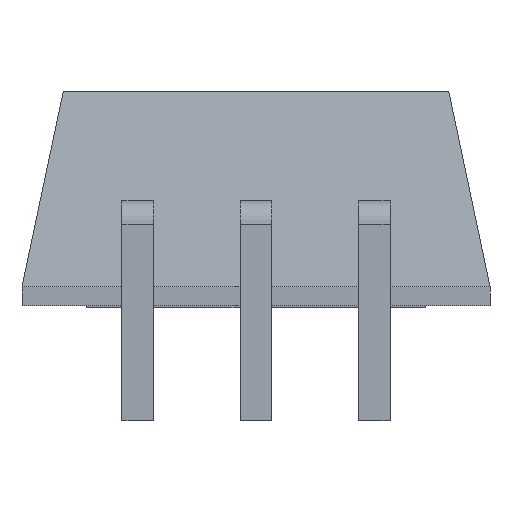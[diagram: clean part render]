
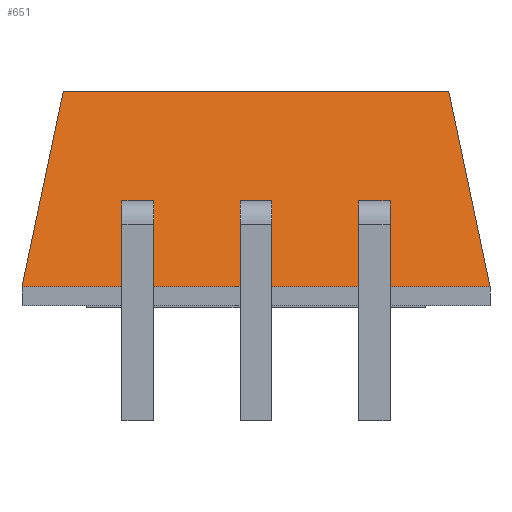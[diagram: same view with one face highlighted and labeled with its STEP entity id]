
A CAD part, front view. The second image highlights one B-rep face of the part: STEP entity #651.
In plain terms, the highlighted planar face has unit normal (0, -0.978, 0.207).
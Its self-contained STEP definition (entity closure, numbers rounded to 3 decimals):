
#564=CARTESIAN_POINT('',(7.006,5.756,4.877));
#563=VERTEX_POINT('',#564);
#566=CARTESIAN_POINT('',(-1.676,5.756,4.877));
#565=VERTEX_POINT('',#566);
#562=EDGE_CURVE('',#563,#565,#567,.T.);
#567=LINE('',#564,#569);
#569=VECTOR('',#570,8.682);
#570=DIRECTION('',(-1.0,0.0,0.0));
#651=ADVANCED_FACE('',(#657),#652,.T.);
#652=PLANE('',#653);
#653=AXIS2_PLACEMENT_3D('',#654,#655,#656);
#654=CARTESIAN_POINT('',(-2.606,4.826,0.478));
#655=DIRECTION('',(0.0,-0.978,0.207));
#656=DIRECTION('',(0.,0.,1.));
#657=FACE_OUTER_BOUND('',#658,.T.);
#658=EDGE_LOOP('',(#659,#669,#679,#689));
#662=CARTESIAN_POINT('',(7.935,4.826,0.478));
#661=VERTEX_POINT('',#662);
#664=CARTESIAN_POINT('',(-2.606,4.826,0.478));
#663=VERTEX_POINT('',#664);
#660=EDGE_CURVE('',#661,#663,#665,.T.);
#665=LINE('',#662,#667);
#667=VECTOR('',#668,10.541);
#668=DIRECTION('',(-1.0,0.0,0.0));
#659=ORIENTED_EDGE('',*,*,#660,.F.);
#670=EDGE_CURVE('',#563,#661,#675,.T.);
#675=LINE('',#564,#677);
#677=VECTOR('',#678,4.592);
#678=DIRECTION('',(0.202,-0.202,-0.958));
#669=ORIENTED_EDGE('',*,*,#670,.F.);
#679=ORIENTED_EDGE('',*,*,#562,.T.);
#690=EDGE_CURVE('',#663,#565,#695,.T.);
#695=LINE('',#664,#697);
#697=VECTOR('',#698,4.592);
#698=DIRECTION('',(0.202,0.202,0.958));
#689=ORIENTED_EDGE('',*,*,#690,.F.);
